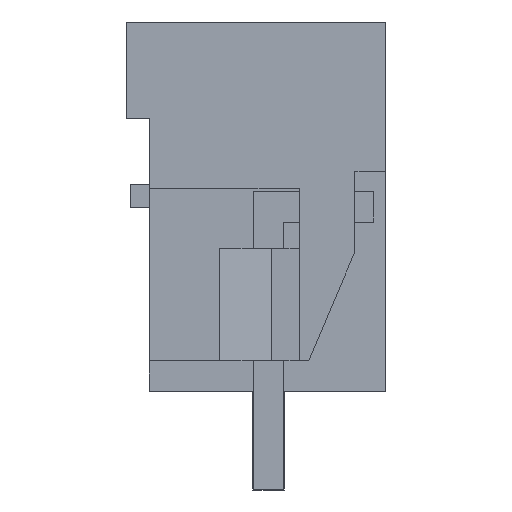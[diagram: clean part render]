
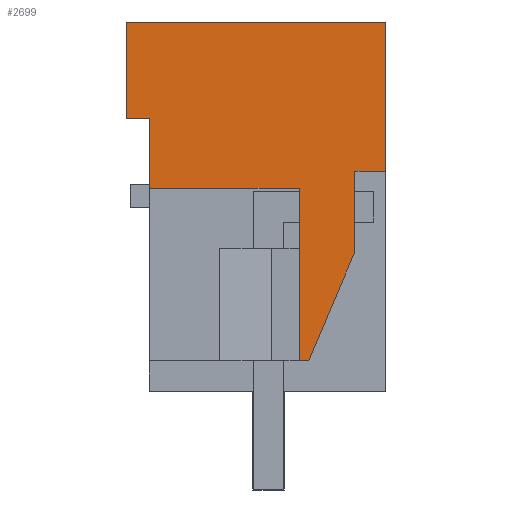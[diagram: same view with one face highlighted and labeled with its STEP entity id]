
A CAD part, left-side view. The second image highlights one B-rep face of the part: STEP entity #2699.
In plain terms, the highlighted planar face has unit normal (-1, 0, 0).
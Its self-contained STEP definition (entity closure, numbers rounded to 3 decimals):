
#2632=AXIS2_PLACEMENT_3D('Plane Axis2P3D',#2629,#2630,#2631) ;
#403=CARTESIAN_POINT('Vertex',(0.,7.68,9.8)) ;
#406=CARTESIAN_POINT('Line Origine',(0.,7.68,10.94)) ;
#410=CARTESIAN_POINT('Vertex',(0.,7.68,12.08)) ;
#2461=CARTESIAN_POINT('Vertex',(0.,2.501,4.2)) ;
#2464=CARTESIAN_POINT('Line Origine',(0.,2.655,4.2)) ;
#2468=CARTESIAN_POINT('Vertex',(0.,2.81,4.2)) ;
#2614=CARTESIAN_POINT('Vertex',(0.,2.81,9.8)) ;
#2617=CARTESIAN_POINT('Line Origine',(0.,5.245,9.8)) ;
#2629=CARTESIAN_POINT('Axis2P3D Location',(0.,8.43,1.7)) ;
#2634=CARTESIAN_POINT('Line Origine',(0.,1.752,5.968)) ;
#2638=CARTESIAN_POINT('Vertex',(0.,1.003,7.735)) ;
#2641=CARTESIAN_POINT('Line Origine',(0.,1.003,9.041)) ;
#2645=CARTESIAN_POINT('Vertex',(0.,1.003,10.346)) ;
#2648=CARTESIAN_POINT('Line Origine',(0.,0.501,10.346)) ;
#2652=CARTESIAN_POINT('Vertex',(0.,0.,10.346)) ;
#2655=CARTESIAN_POINT('Line Origine',(0.,0.,12.773)) ;
#2659=CARTESIAN_POINT('Vertex',(0.,0.,15.2)) ;
#2662=CARTESIAN_POINT('Line Origine',(0.,4.215,15.2)) ;
#2666=CARTESIAN_POINT('Vertex',(0.,8.43,15.2)) ;
#2669=CARTESIAN_POINT('Line Origine',(0.,8.43,13.64)) ;
#2673=CARTESIAN_POINT('Vertex',(0.,8.43,12.08)) ;
#2676=CARTESIAN_POINT('Line Origine',(0.,8.055,12.08)) ;
#2681=CARTESIAN_POINT('Line Origine',(0.,2.81,7.)) ;
#407=DIRECTION('Vector Direction',(0.,0.,-1.)) ;
#2465=DIRECTION('Vector Direction',(0.,1.,0.)) ;
#2618=DIRECTION('Vector Direction',(0.,1.,0.)) ;
#2630=DIRECTION('Axis2P3D Direction',(-1.,0.,0.)) ;
#2631=DIRECTION('Axis2P3D XDirection',(0.,1.,0.)) ;
#2635=DIRECTION('Vector Direction',(0.,0.39,-0.921)) ;
#2642=DIRECTION('Vector Direction',(0.,0.,-1.)) ;
#2649=DIRECTION('Vector Direction',(0.,1.,0.)) ;
#2656=DIRECTION('Vector Direction',(0.,0.,1.)) ;
#2663=DIRECTION('Vector Direction',(0.,1.,0.)) ;
#2670=DIRECTION('Vector Direction',(0.,0.,-1.)) ;
#2677=DIRECTION('Vector Direction',(0.,-1.,0.)) ;
#2682=DIRECTION('Vector Direction',(0.,0.,1.)) ;
#408=VECTOR('Line Direction',#407,1.) ;
#2466=VECTOR('Line Direction',#2465,1.) ;
#2619=VECTOR('Line Direction',#2618,1.) ;
#2636=VECTOR('Line Direction',#2635,1.) ;
#2643=VECTOR('Line Direction',#2642,1.) ;
#2650=VECTOR('Line Direction',#2649,1.) ;
#2657=VECTOR('Line Direction',#2656,1.) ;
#2664=VECTOR('Line Direction',#2663,1.) ;
#2671=VECTOR('Line Direction',#2670,1.) ;
#2678=VECTOR('Line Direction',#2677,1.) ;
#2683=VECTOR('Line Direction',#2682,1.) ;
#2687=ORIENTED_EDGE('',*,*,#2470,.F.) ;
#2688=ORIENTED_EDGE('',*,*,#2640,.F.) ;
#2689=ORIENTED_EDGE('',*,*,#2647,.F.) ;
#2690=ORIENTED_EDGE('',*,*,#2654,.F.) ;
#2691=ORIENTED_EDGE('',*,*,#2661,.T.) ;
#2692=ORIENTED_EDGE('',*,*,#2668,.T.) ;
#2693=ORIENTED_EDGE('',*,*,#2675,.T.) ;
#2694=ORIENTED_EDGE('',*,*,#2680,.T.) ;
#2695=ORIENTED_EDGE('',*,*,#412,.T.) ;
#2696=ORIENTED_EDGE('',*,*,#2621,.F.) ;
#2697=ORIENTED_EDGE('',*,*,#2685,.F.) ;
#2699=ADVANCED_FACE('HOUSING',(#2698),#2633,.T.) ;
#412=EDGE_CURVE('',#411,#404,#409,.T.) ;
#2470=EDGE_CURVE('',#2462,#2469,#2467,.T.) ;
#2621=EDGE_CURVE('',#2615,#404,#2620,.T.) ;
#2640=EDGE_CURVE('',#2639,#2462,#2637,.T.) ;
#2647=EDGE_CURVE('',#2646,#2639,#2644,.T.) ;
#2654=EDGE_CURVE('',#2653,#2646,#2651,.T.) ;
#2661=EDGE_CURVE('',#2653,#2660,#2658,.T.) ;
#2668=EDGE_CURVE('',#2660,#2667,#2665,.T.) ;
#2675=EDGE_CURVE('',#2667,#2674,#2672,.T.) ;
#2680=EDGE_CURVE('',#2674,#411,#2679,.T.) ;
#2685=EDGE_CURVE('',#2469,#2615,#2684,.T.) ;
#2686=EDGE_LOOP('',(#2687,#2688,#2689,#2690,#2691,#2692,#2693,#2694,#2695,#2696,#2697)) ;
#2698=FACE_OUTER_BOUND('',#2686,.T.) ;
#409=LINE('Line',#406,#408) ;
#2467=LINE('Line',#2464,#2466) ;
#2620=LINE('Line',#2617,#2619) ;
#2637=LINE('Line',#2634,#2636) ;
#2644=LINE('Line',#2641,#2643) ;
#2651=LINE('Line',#2648,#2650) ;
#2658=LINE('Line',#2655,#2657) ;
#2665=LINE('Line',#2662,#2664) ;
#2672=LINE('Line',#2669,#2671) ;
#2679=LINE('Line',#2676,#2678) ;
#2684=LINE('Line',#2681,#2683) ;
#2633=PLANE('',#2632) ;
#404=VERTEX_POINT('',#403) ;
#411=VERTEX_POINT('',#410) ;
#2462=VERTEX_POINT('',#2461) ;
#2469=VERTEX_POINT('',#2468) ;
#2615=VERTEX_POINT('',#2614) ;
#2639=VERTEX_POINT('',#2638) ;
#2646=VERTEX_POINT('',#2645) ;
#2653=VERTEX_POINT('',#2652) ;
#2660=VERTEX_POINT('',#2659) ;
#2667=VERTEX_POINT('',#2666) ;
#2674=VERTEX_POINT('',#2673) ;
